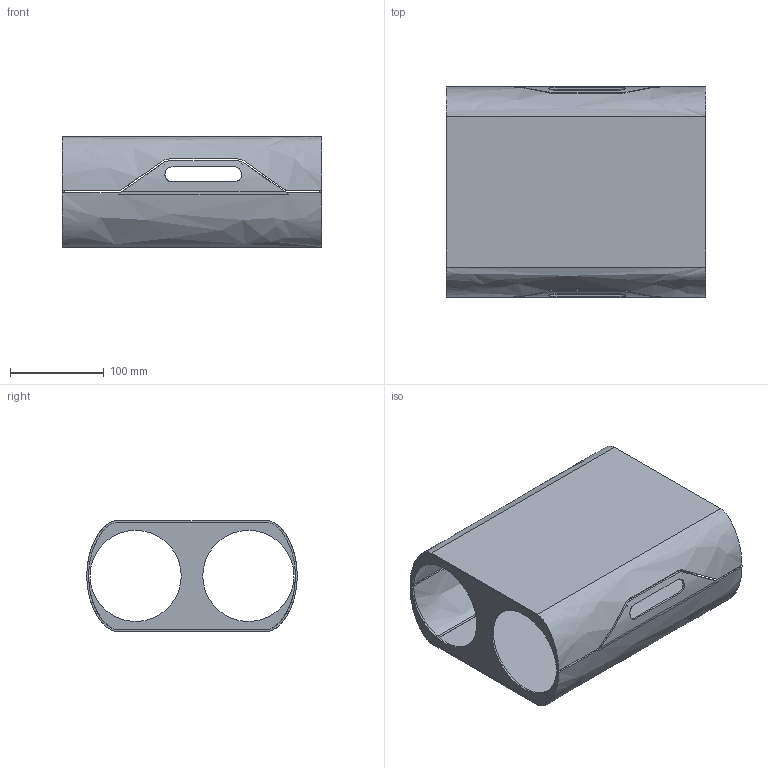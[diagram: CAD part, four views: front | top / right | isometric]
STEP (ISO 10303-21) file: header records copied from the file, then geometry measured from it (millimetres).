
FILE_DESCRIPTION(/* description */ (''),/* implementation_level */ '2;1');
FILE_NAME(/* name */ 'torso4 v4.step',/* time_stamp */ '2024-07-15T17:34:12+05:30',/* author */ (''),/* organization */ (''),/* preprocessor_version */ 'ST-DEVELOPER v20',/* originating_system */ 'Autodesk Translation Framework v13.14.0.145',/* authorisation */ '');
FILE_SCHEMA (('AUTOMOTIVE_DESIGN { 1 0 10303 214 3 1 1 }'));
Length unit declared in the file: millimetre
Products named in the file (1): torso4
Bounding box: 276 x 224 x 118 mm (x, y, z)
Volume: 359805.5 mm3; surface area: 370184.7 mm2
Topology: 4 solids, 4 shells, 106 faces, 302 edges, 204 vertices
Faces by surface type: plane 60, bspline 42, cylinder 4
Entity records: 4626 total; most frequent: CARTESIAN_POINT 2243, ORIENTED_EDGE 604, DIRECTION 304, EDGE_CURVE 302, VERTEX_POINT 204, LINE 158, VECTOR 158, EDGE_LOOP 118
